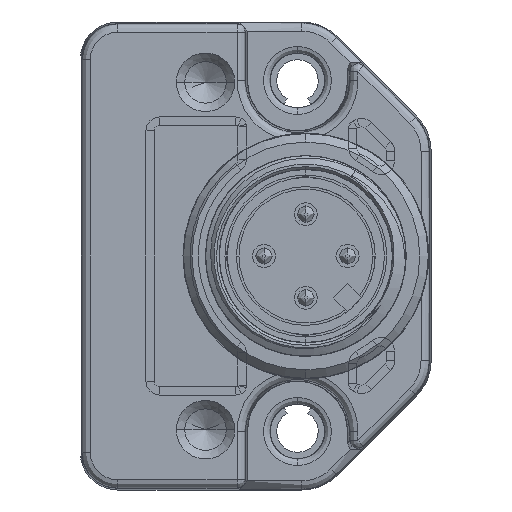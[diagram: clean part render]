
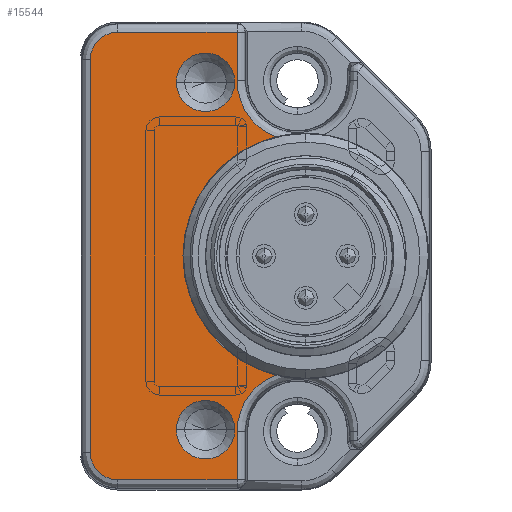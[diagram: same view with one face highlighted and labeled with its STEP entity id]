
A CAD part, left-side view. The second image highlights one B-rep face of the part: STEP entity #15544.
In plain terms, the highlighted planar face has unit normal (-1, 0, 0).
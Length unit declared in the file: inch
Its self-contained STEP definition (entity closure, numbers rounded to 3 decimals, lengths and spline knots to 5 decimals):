
#1991=CARTESIAN_POINT('',(-0.49213,0.31496,
-0.41339));
#1992=DIRECTION('',(1.,0.,0.));
#1993=DIRECTION('',(0.,1.,0.));
#1994=AXIS2_PLACEMENT_3D('',#1991,#1992,#1993);
#1996=DIRECTION('',(0.,0.,1.));
#1997=VECTOR('',#1996,0.11399);
#1998=CARTESIAN_POINT('',(-0.49213,0.45723,
-0.52737));
#1999=LINE('',#1998,#1997);
#2000=DIRECTION('',(0.,-1.,0.));
#2001=VECTOR('',#2000,0.28096);
#2002=CARTESIAN_POINT('',(-0.49213,0.73819,
-0.52737));
#2003=LINE('',#2002,#2001);
#2004=CARTESIAN_POINT('',(-0.49213,0.73819,
-0.4626));
#2005=DIRECTION('',(-1.,0.,0.));
#2006=DIRECTION('',(0.,1.,0.));
#2007=AXIS2_PLACEMENT_3D('',#2004,#2005,#2006);
#2009=DIRECTION('',(0.,0.,-1.));
#2010=VECTOR('',#2009,0.9252);
#2011=CARTESIAN_POINT('',(-0.49213,0.80296,
0.4626));
#2012=LINE('',#2011,#2010);
#2013=CARTESIAN_POINT('',(-0.49213,0.73819,
0.4626));
#2014=DIRECTION('',(-1.,0.,0.));
#2015=DIRECTION('',(0.,0.,1.));
#2016=AXIS2_PLACEMENT_3D('',#2013,#2014,#2015);
#2018=DIRECTION('',(0.,1.,0.));
#2019=VECTOR('',#2018,0.28096);
#2020=CARTESIAN_POINT('',(-0.49213,0.45723,
0.52737));
#2021=LINE('',#2020,#2019);
#2022=DIRECTION('',(0.,0.,1.));
#2023=VECTOR('',#2022,0.11399);
#2024=CARTESIAN_POINT('',(-0.49213,0.45723,
0.41339));
#2025=LINE('',#2024,#2023);
#2026=CARTESIAN_POINT('',(-0.49213,0.31496,
0.41339));
#2027=DIRECTION('',(1.,0.,0.));
#2028=DIRECTION('',(0.,0.359,-0.933));
#2029=AXIS2_PLACEMENT_3D('',#2026,#2027,#2028);
#2031=CARTESIAN_POINT('',(-0.49213,0.29528,0.));
#2032=DIRECTION('',(-1.,0.,0.));
#2033=DIRECTION('',(0.,0.244,0.97));
#2034=AXIS2_PLACEMENT_3D('',#2031,#2032,#2033);
#2036=CARTESIAN_POINT('',(-0.49213,0.5315,
-0.40915));
#2037=DIRECTION('',(1.,0.,0.));
#2038=DIRECTION('',(0.,1.,0.));
#2039=AXIS2_PLACEMENT_3D('',#2036,#2037,#2038);
#2041=CARTESIAN_POINT('',(-0.49213,0.5315,
-0.40915));
#2042=DIRECTION('',(1.,0.,0.));
#2043=DIRECTION('',(0.,-1.,0.));
#2044=AXIS2_PLACEMENT_3D('',#2041,#2042,#2043);
#2046=CARTESIAN_POINT('',(-0.49213,0.5315,
0.40915));
#2047=DIRECTION('',(1.,0.,0.));
#2048=DIRECTION('',(0.,1.,0.));
#2049=AXIS2_PLACEMENT_3D('',#2046,#2047,#2048);
#2051=CARTESIAN_POINT('',(-0.49213,0.5315,
0.40915));
#2052=DIRECTION('',(1.,0.,0.));
#2053=DIRECTION('',(0.,-1.,0.));
#2054=AXIS2_PLACEMENT_3D('',#2051,#2052,#2053);
#11572=CARTESIAN_POINT('',(-0.49213,0.80296,
-0.4626));
#11573=CARTESIAN_POINT('',(-0.49213,0.73819,
-0.52737));
#11574=VERTEX_POINT('',#11572);
#11575=VERTEX_POINT('',#11573);
#11580=CARTESIAN_POINT('',(-0.49213,0.80296,
0.4626));
#11581=VERTEX_POINT('',#11580);
#11584=CARTESIAN_POINT('',(-0.49213,0.73819,
0.52737));
#11585=VERTEX_POINT('',#11584);
#11608=CARTESIAN_POINT('',(-0.49213,0.60039,
-0.40915));
#11609=CARTESIAN_POINT('',(-0.49213,0.4626,
-0.40915));
#11610=VERTEX_POINT('',#11608);
#11611=VERTEX_POINT('',#11609);
#11616=CARTESIAN_POINT('',(-0.49213,0.60039,
0.40915));
#11617=CARTESIAN_POINT('',(-0.49213,0.4626,
0.40915));
#11618=VERTEX_POINT('',#11616);
#11619=VERTEX_POINT('',#11617);
#11652=CARTESIAN_POINT('',(-0.49213,0.45723,
-0.41339));
#11653=CARTESIAN_POINT('',(-0.49213,0.366,
-0.28059));
#11654=VERTEX_POINT('',#11652);
#11655=VERTEX_POINT('',#11653);
#11656=CARTESIAN_POINT('',(-0.49213,0.45723,
-0.52737));
#11657=VERTEX_POINT('',#11656);
#11680=CARTESIAN_POINT('',(-0.49213,0.366,
0.28059));
#11681=CARTESIAN_POINT('',(-0.49213,0.45723,
0.41339));
#11682=VERTEX_POINT('',#11680);
#11683=VERTEX_POINT('',#11681);
#11684=CARTESIAN_POINT('',(-0.49213,0.45723,
0.52737));
#11685=VERTEX_POINT('',#11684);
#15507=CARTESIAN_POINT('',(-0.49213,0.,0.));
#15508=DIRECTION('',(-1.,0.,0.));
#15509=DIRECTION('',(0.,0.,1.));
#15510=AXIS2_PLACEMENT_3D('',#15507,#15508,#15509);
#15511=PLANE('',#15510);
#15513=ORIENTED_EDGE('',*,*,#15512,.F.);
#15515=ORIENTED_EDGE('',*,*,#15514,.F.);
#15517=ORIENTED_EDGE('',*,*,#15516,.F.);
#15519=ORIENTED_EDGE('',*,*,#15518,.F.);
#15521=ORIENTED_EDGE('',*,*,#15520,.F.);
#15523=ORIENTED_EDGE('',*,*,#15522,.F.);
#15525=ORIENTED_EDGE('',*,*,#15524,.F.);
#15526=ORIENTED_EDGE('',*,*,#15498,.F.);
#15527=ORIENTED_EDGE('',*,*,#15458,.F.);
#15529=ORIENTED_EDGE('',*,*,#15528,.T.);
#15530=EDGE_LOOP('',(#15513,#15515,#15517,#15519,#15521,#15523,#15525,#15526,
#15527,#15529));
#15531=FACE_OUTER_BOUND('',#15530,.F.);
#15533=ORIENTED_EDGE('',*,*,#15532,.F.);
#15535=ORIENTED_EDGE('',*,*,#15534,.F.);
#15536=EDGE_LOOP('',(#15533,#15535));
#15537=FACE_BOUND('',#15536,.F.);
#15539=ORIENTED_EDGE('',*,*,#15538,.F.);
#15541=ORIENTED_EDGE('',*,*,#15540,.F.);
#15542=EDGE_LOOP('',(#15539,#15541));
#15543=FACE_BOUND('',#15542,.F.);
#15544=ADVANCED_FACE('',(#15531,#15537,#15543),#15511,.T.);
#1995=CIRCLE('',#1994,0.14227);
#2008=CIRCLE('',#2007,0.06477);
#2017=CIRCLE('',#2016,0.06477);
#2030=CIRCLE('',#2029,0.14227);
#2035=CIRCLE('',#2034,0.28937);
#2040=CIRCLE('',#2039,0.0689);
#2045=CIRCLE('',#2044,0.0689);
#2050=CIRCLE('',#2049,0.0689);
#2055=CIRCLE('',#2054,0.0689);
#15458=EDGE_CURVE('',#11682,#11683,#2030,.T.);
#15498=EDGE_CURVE('',#11683,#11685,#2025,.T.);
#15512=EDGE_CURVE('',#11654,#11655,#1995,.T.);
#15514=EDGE_CURVE('',#11657,#11654,#1999,.T.);
#15516=EDGE_CURVE('',#11575,#11657,#2003,.T.);
#15518=EDGE_CURVE('',#11574,#11575,#2008,.T.);
#15520=EDGE_CURVE('',#11581,#11574,#2012,.T.);
#15522=EDGE_CURVE('',#11585,#11581,#2017,.T.);
#15524=EDGE_CURVE('',#11685,#11585,#2021,.T.);
#15528=EDGE_CURVE('',#11682,#11655,#2035,.T.);
#15532=EDGE_CURVE('',#11610,#11611,#2040,.T.);
#15534=EDGE_CURVE('',#11611,#11610,#2045,.T.);
#15538=EDGE_CURVE('',#11618,#11619,#2050,.T.);
#15540=EDGE_CURVE('',#11619,#11618,#2055,.T.);
